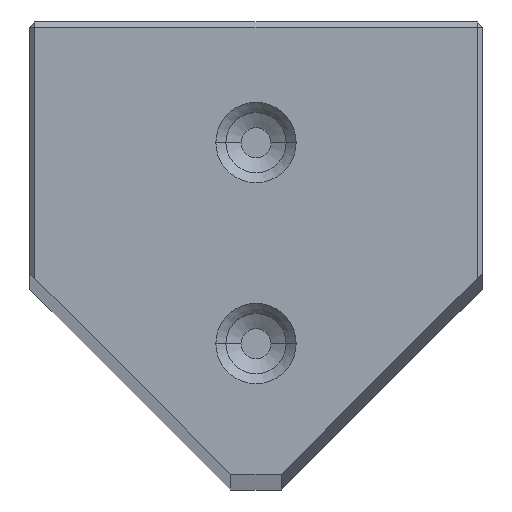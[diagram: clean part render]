
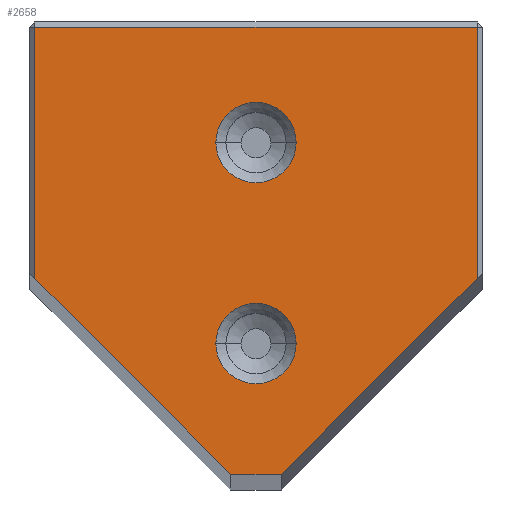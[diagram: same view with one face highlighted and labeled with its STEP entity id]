
A CAD part, top view. The second image highlights one B-rep face of the part: STEP entity #2658.
In plain terms, the highlighted planar face has unit normal (0, 0, 1).
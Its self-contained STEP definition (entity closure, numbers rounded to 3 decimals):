
#2658=ADVANCED_FACE('',(#3649,#3650,#3651),#3019,.T.);
#3019=PLANE('',#9787);
#3271=CIRCLE('',#9611,4.);
#3273=CIRCLE('',#9614,4.);
#3388=CIRCLE('',#9785,4.);
#3389=CIRCLE('',#9786,4.);
#3649=FACE_BOUND('',#3794,.T.);
#3650=FACE_BOUND('',#3795,.T.);
#3651=FACE_BOUND('',#3796,.T.);
#3794=EDGE_LOOP('',(#4740,#4741));
#3795=EDGE_LOOP('',(#4742,#4743));
#3796=EDGE_LOOP('',(#4744,#4745,#4746,#4747,#4748,#4749));
#4740=ORIENTED_EDGE('',*,*,#7317,.T.);
#4741=ORIENTED_EDGE('',*,*,#7536,.T.);
#4742=ORIENTED_EDGE('',*,*,#7313,.T.);
#4743=ORIENTED_EDGE('',*,*,#7537,.T.);
#4744=ORIENTED_EDGE('',*,*,#7512,.T.);
#4745=ORIENTED_EDGE('',*,*,#7538,.T.);
#4746=ORIENTED_EDGE('',*,*,#7539,.T.);
#4747=ORIENTED_EDGE('',*,*,#7540,.T.);
#4748=ORIENTED_EDGE('',*,*,#7518,.T.);
#4749=ORIENTED_EDGE('',*,*,#7514,.T.);
#6597=VERTEX_POINT('',#12599);
#6598=VERTEX_POINT('',#12601);
#6601=VERTEX_POINT('',#12608);
#6602=VERTEX_POINT('',#12610);
#6743=VERTEX_POINT('',#12996);
#6744=VERTEX_POINT('',#12998);
#6745=VERTEX_POINT('',#13002);
#6748=VERTEX_POINT('',#13010);
#6755=VERTEX_POINT('',#13040);
#6756=VERTEX_POINT('',#13042);
#7313=EDGE_CURVE('',#6598,#6597,#3271,.T.);
#7317=EDGE_CURVE('',#6602,#6601,#3273,.T.);
#7512=EDGE_CURVE('',#6744,#6743,#8383,.T.);
#7514=EDGE_CURVE('',#6745,#6744,#8385,.T.);
#7518=EDGE_CURVE('',#6748,#6745,#8389,.T.);
#7536=EDGE_CURVE('',#6601,#6602,#3388,.T.);
#7537=EDGE_CURVE('',#6597,#6598,#3389,.T.);
#7538=EDGE_CURVE('',#6743,#6755,#8398,.T.);
#7539=EDGE_CURVE('',#6755,#6756,#8399,.T.);
#7540=EDGE_CURVE('',#6756,#6748,#8400,.T.);
#8383=LINE('',#12997,#9109);
#8385=LINE('',#13001,#9111);
#8389=LINE('',#13009,#9115);
#8398=LINE('',#13039,#9124);
#8399=LINE('',#13041,#9125);
#8400=LINE('',#13043,#9126);
#9109=VECTOR('',#10730,1.);
#9111=VECTOR('',#10734,1.);
#9115=VECTOR('',#10740,1.);
#9124=VECTOR('',#10777,1.);
#9125=VECTOR('',#10778,1.);
#9126=VECTOR('',#10779,1.);
#9611=AXIS2_PLACEMENT_3D('',#12600,#10319,#10320);
#9614=AXIS2_PLACEMENT_3D('',#12609,#10327,#10328);
#9785=AXIS2_PLACEMENT_3D('',#13037,#10773,#10774);
#9786=AXIS2_PLACEMENT_3D('',#13038,#10775,#10776);
#9787=AXIS2_PLACEMENT_3D('',#13044,#10780,#10781);
#10319=DIRECTION('',(0.,0.,-1.));
#10320=DIRECTION('',(1.,0.,0.));
#10327=DIRECTION('',(0.,0.,-1.));
#10328=DIRECTION('',(1.,0.,0.));
#10730=DIRECTION('',(0.707,0.707,0.));
#10734=DIRECTION('',(1.,0.,0.));
#10740=DIRECTION('',(0.707,-0.707,0.));
#10773=DIRECTION('',(0.,0.,-1.));
#10774=DIRECTION('',(1.,0.,0.));
#10775=DIRECTION('',(0.,0.,-1.));
#10776=DIRECTION('',(1.,0.,0.));
#10777=DIRECTION('',(0.,1.,0.));
#10778=DIRECTION('',(-1.,0.,0.));
#10779=DIRECTION('',(0.,-1.,0.));
#10780=DIRECTION('',(0.,0.,1.));
#10781=DIRECTION('',(1.,0.,0.));
#12599=CARTESIAN_POINT('',(-4.,66.,0.));
#12600=CARTESIAN_POINT('',(0.,66.,0.));
#12601=CARTESIAN_POINT('',(4.,66.,0.));
#12608=CARTESIAN_POINT('',(-4.,46.,0.));
#12609=CARTESIAN_POINT('',(0.,46.,0.));
#12610=CARTESIAN_POINT('',(4.,46.,0.));
#12996=CARTESIAN_POINT('',(22.,52.5,0.));
#12997=CARTESIAN_POINT('',(2.5,33.,0.));
#12998=CARTESIAN_POINT('',(2.5,33.,0.));
#13001=CARTESIAN_POINT('',(-2.5,33.,0.));
#13002=CARTESIAN_POINT('',(-2.5,33.,0.));
#13009=CARTESIAN_POINT('',(-2.5,33.,0.));
#13010=CARTESIAN_POINT('',(-22.,52.5,0.));
#13037=CARTESIAN_POINT('',(0.,46.,0.));
#13038=CARTESIAN_POINT('',(0.,66.,0.));
#13039=CARTESIAN_POINT('',(22.,30.5,0.));
#13040=CARTESIAN_POINT('',(22.,77.5,0.));
#13041=CARTESIAN_POINT('',(0.,77.5,0.));
#13042=CARTESIAN_POINT('',(-22.,77.5,0.));
#13043=CARTESIAN_POINT('',(-22.,30.5,0.));
#13044=CARTESIAN_POINT('',(0.,30.5,0.));
